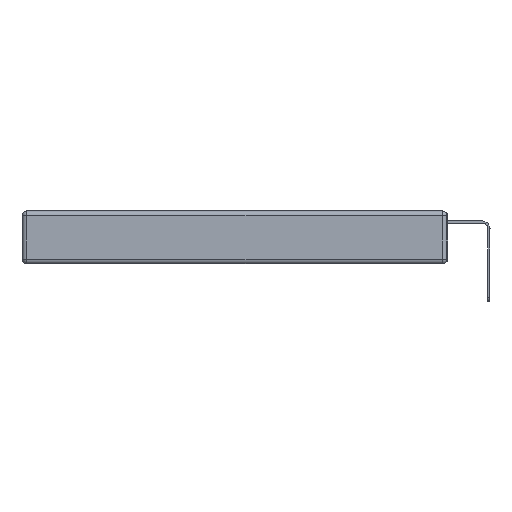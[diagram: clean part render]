
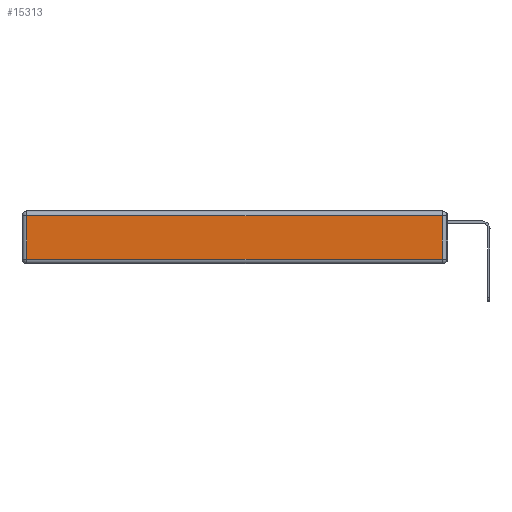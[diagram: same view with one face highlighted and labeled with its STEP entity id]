
A CAD part, left-side view. The second image highlights one B-rep face of the part: STEP entity #15313.
In plain terms, the highlighted planar face has unit normal (-1, 0, 0).
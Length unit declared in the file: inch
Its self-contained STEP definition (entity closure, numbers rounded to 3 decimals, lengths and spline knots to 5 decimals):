
#164 = DIRECTION ( 'NONE',  ( -1., 0., 0. ) ) ;
#304 = CARTESIAN_POINT ( 'NONE',  ( 0., 0.03, -0.343 ) ) ;
#539 = CARTESIAN_POINT ( 'NONE',  ( 0., 2.72, -0.313 ) ) ;
#672 = CARTESIAN_POINT ( 'NONE',  ( 0., 2.72, -0.03 ) ) ;
#1224 = EDGE_CURVE ( 'NONE', #1518, #5422, #7658, .T. ) ;
#1518 = VERTEX_POINT ( 'NONE', #672 ) ;
#3136 = EDGE_CURVE ( 'NONE', #17317, #1518, #16325, .T. ) ;
#3177 = CARTESIAN_POINT ( 'NONE',  ( 0., 0., -0.343 ) ) ;
#3547 = FACE_OUTER_BOUND ( 'NONE', #10156, .T. ) ;
#4727 = DIRECTION ( 'NONE',  ( 0., 0., 1. ) ) ;
#4879 = ORIENTED_EDGE ( 'NONE', *, *, #17871, .T. ) ;
#5163 = VECTOR ( 'NONE', #10564, 39.37008 ) ;
#5362 = DIRECTION ( 'NONE',  ( 0., 0., -1. ) ) ;
#5422 = VERTEX_POINT ( 'NONE', #539 ) ;
#5716 = ORIENTED_EDGE ( 'NONE', *, *, #10328, .T. ) ;
#7658 = LINE ( 'NONE', #16912, #13615 ) ;
#7719 = CARTESIAN_POINT ( 'NONE',  ( 0., 0., -0.313 ) ) ;
#8924 = CARTESIAN_POINT ( 'NONE',  ( 0., 0.03, -0.03 ) ) ;
#9417 = ORIENTED_EDGE ( 'NONE', *, *, #1224, .T. ) ;
#9829 = CARTESIAN_POINT ( 'NONE',  ( 0., 2.75, -0.03 ) ) ;
#10156 = EDGE_LOOP ( 'NONE', ( #5716, #4879, #18335, #9417 ) ) ;
#10328 = EDGE_CURVE ( 'NONE', #5422, #14315, #14905, .T. ) ;
#10562 = VECTOR ( 'NONE', #18842, 39.37008 ) ;
#10564 = DIRECTION ( 'NONE',  ( 0., 0., 1. ) ) ;
#11977 = PLANE ( 'NONE',  #18613 ) ;
#13615 = VECTOR ( 'NONE', #5362, 39.37008 ) ;
#13820 = DIRECTION ( 'NONE',  ( 0., -1., 0. ) ) ;
#14210 = VECTOR ( 'NONE', #13820, 39.37008 ) ;
#14315 = VERTEX_POINT ( 'NONE', #15620 ) ;
#14905 = LINE ( 'NONE', #7719, #14210 ) ;
#15313 = ADVANCED_FACE ( 'NONE', ( #3547 ), #11977, .T. ) ;
#15620 = CARTESIAN_POINT ( 'NONE',  ( 0., 0.03, -0.313 ) ) ;
#16325 = LINE ( 'NONE', #9829, #10562 ) ;
#16912 = CARTESIAN_POINT ( 'NONE',  ( 0., 2.72, -0.343 ) ) ;
#17317 = VERTEX_POINT ( 'NONE', #8924 ) ;
#17782 = LINE ( 'NONE', #304, #5163 ) ;
#17871 = EDGE_CURVE ( 'NONE', #14315, #17317, #17782, .T. ) ;
#18335 = ORIENTED_EDGE ( 'NONE', *, *, #3136, .T. ) ;
#18613 = AXIS2_PLACEMENT_3D ( 'NONE', #3177, #164, #4727 ) ;
#18842 = DIRECTION ( 'NONE',  ( 0., 1., 0. ) ) ;
